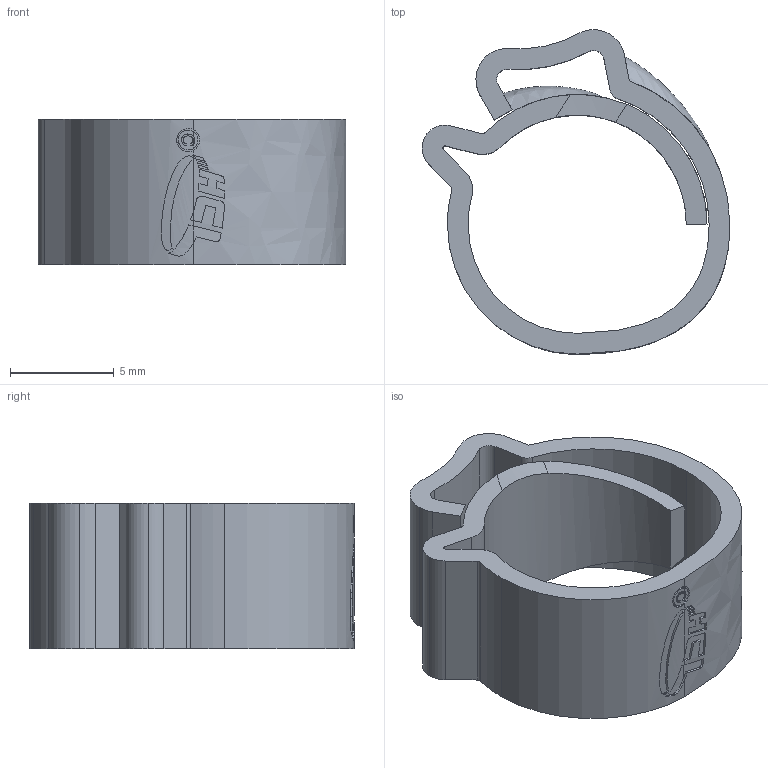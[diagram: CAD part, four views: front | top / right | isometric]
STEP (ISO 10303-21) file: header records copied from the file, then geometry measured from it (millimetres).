
FILE_DESCRIPTION (( 'STEP AP214' ), '1' );
FILE_NAME ('EZY-M-PLUS-9.step', '2025-06-05T12:37:01', ( '' ), ( '' ), 'SwSTEP 2.0', 'SolidWorks 2025', '' );
FILE_SCHEMA (( 'AUTOMOTIVE_DESIGN' ));
Length unit declared in the file: millimetre
Products named in the file (1): EZY-M-PLUS-9
Bounding box: 14.82 x 15.62 x 7 mm (x, y, z)
Volume: 410.6 mm3; surface area: 938.8 mm2
Topology: 1 solids, 1 shells, 154 faces, 452 edges, 300 vertices
Faces by surface type: cylinder 74, bspline 63, plane 17
Entity records: 7207 total; most frequent: CARTESIAN_POINT 3686, ORIENTED_EDGE 900, DIRECTION 458, EDGE_CURVE 450, VERTEX_POINT 300, B_SPLINE_CURVE_WITH_KNOTS 222, LINE 174, VECTOR 174
